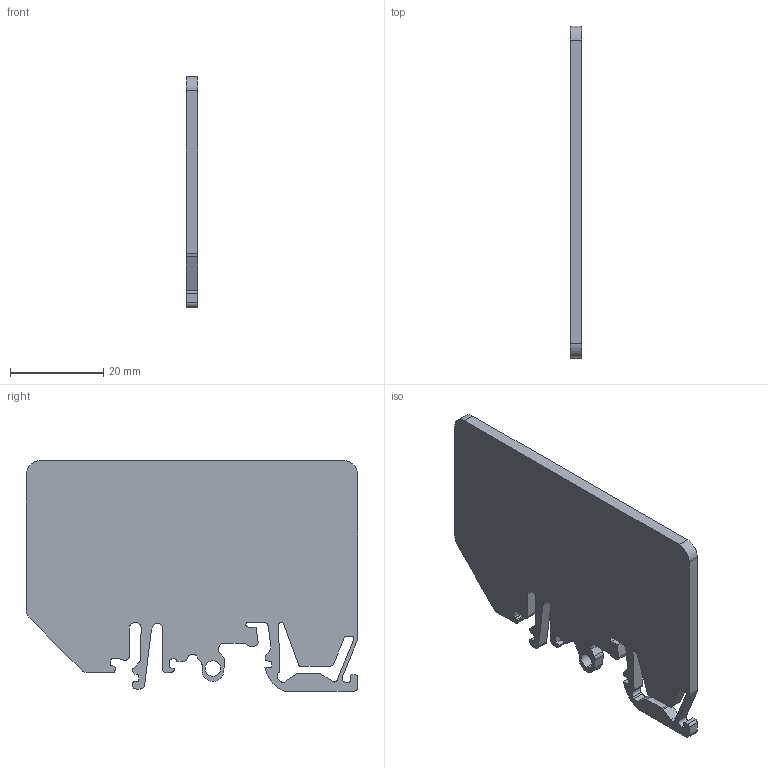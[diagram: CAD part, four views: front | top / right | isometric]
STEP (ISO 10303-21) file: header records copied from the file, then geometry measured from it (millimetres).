
FILE_DESCRIPTION(('CATIA V5R20 STEP214'),'2;1');
FILE_NAME ('5883558_2', '2014-07-04T09:48:29+00:00', ('Weidmueller Interface'), ('Weidmueller'), 'CATIA Version 5 Release 20 SP 5 (IN-10)', 'CATIA V5 STEP AP214', 'none');
FILE_SCHEMA(('AUTOMOTIVE_DESIGN { 1 0 10303 214 1 1 1 1 }'));
Length unit declared in the file: millimetre
Products named in the file (1): WAP_WSI 4-2_S3D
Bounding box: 2.5 x 71.12 x 49.49 mm (x, y, z)
Volume: 7476.4 mm3; surface area: 6978.9 mm2
Topology: 1 solids, 1 shells, 129 faces, 381 edges, 254 vertices
Faces by surface type: plane 68, cylinder 61
Entity records: 5145 total; most frequent: CARTESIAN_POINT 764, ORIENTED_EDGE 762, DIRECTION 637, EDGE_CURVE 381, VECTOR 259, LINE 259, VERTEX_POINT 254, AXIS2_PLACEMENT_3D 251
